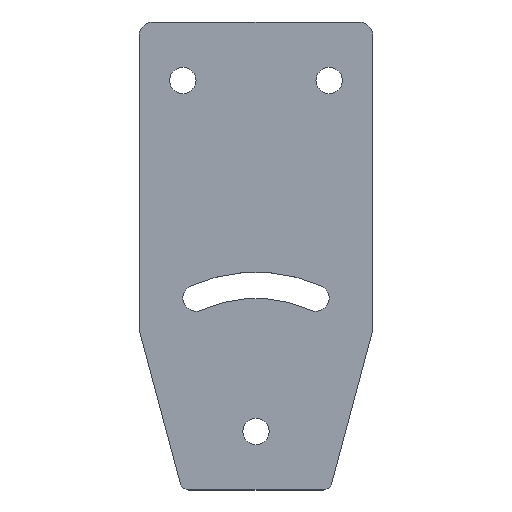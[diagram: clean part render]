
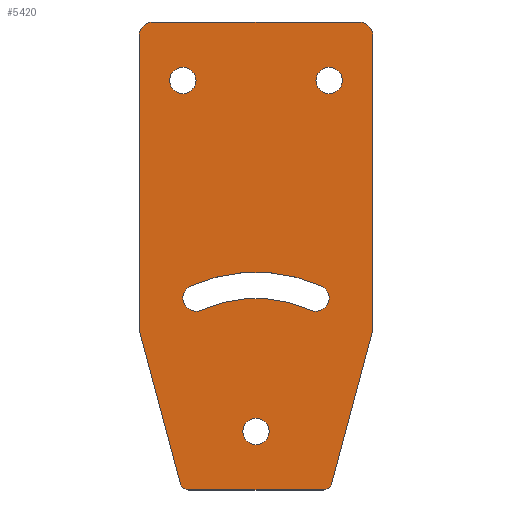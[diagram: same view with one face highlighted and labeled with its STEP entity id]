
A CAD part, top view. The second image highlights one B-rep face of the part: STEP entity #5420.
In plain terms, the highlighted face is planar.
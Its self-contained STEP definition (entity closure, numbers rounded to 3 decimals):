
#120=CARTESIAN_POINT('',(-18.655,-5.,41.5));
#130=VERTEX_POINT('',#120);
#160=CARTESIAN_POINT('',(-20.5,-5.,45.604));
#170=DIRECTION('',(0.,1.,0.));
#180=DIRECTION('',(-1.,0.,0.));
#190=AXIS2_PLACEMENT_3D('',#160,#170,#180);
#200=CIRCLE('',#190,4.5);
#210=CARTESIAN_POINT('',(-22.345,-5.,49.709));
#220=VERTEX_POINT('',#210);
#230=EDGE_CURVE('',#130,#220,#200,.T.);
#490=CARTESIAN_POINT('',(0.,-5.,0.)
);
#500=DIRECTION('',(0.,1.,0.));
#510=DIRECTION('',(-1.,0.,0.));
#520=AXIS2_PLACEMENT_3D('',#490,#500,#510);
#530=CIRCLE('',#520,54.5);
#540=CARTESIAN_POINT('',(22.345,-5.,49.709));
#550=VERTEX_POINT('',#540);
#560=EDGE_CURVE('',#220,#550,#530,.T.);
#810=CARTESIAN_POINT('',(20.5,-5.,45.604));
#820=DIRECTION('',(0.,1.,0.));
#830=DIRECTION('',(-1.,0.,0.));
#840=AXIS2_PLACEMENT_3D('',#810,#820,#830);
#850=CIRCLE('',#840,4.5);
#860=CARTESIAN_POINT('',(18.655,-5.,41.5));
#870=VERTEX_POINT('',#860);
#880=EDGE_CURVE('',#550,#870,#850,.T.);
#1140=CARTESIAN_POINT('',(0.,-5.,0.)
);
#1150=DIRECTION('',(0.,-1.,0.));
#1160=DIRECTION('',(-1.,0.,0.));
#1170=AXIS2_PLACEMENT_3D('',#1140,#1150,#1160);
#1180=CIRCLE('',#1170,45.5);
#1190=EDGE_CURVE('',#870,#130,#1180,.T.);
#1420=CARTESIAN_POINT('',(-20.5,-5.,120.));
#1430=VERTEX_POINT('',#1420);
#1610=CARTESIAN_POINT('',(-29.5,-5.,120.));
#1620=VERTEX_POINT('',#1610);
#1650=CARTESIAN_POINT('',(-25.,-5.,120.));
#1660=DIRECTION('',(0.,1.,0.));
#1670=DIRECTION('',(1.,0.,0.));
#1680=AXIS2_PLACEMENT_3D('',#1650,#1660,#1670);
#1690=CIRCLE('',#1680,4.5);
#1700=EDGE_CURVE('',#1620,#1430,#1690,.T.);
#1840=CARTESIAN_POINT('',(29.5,-5.,120.));
#1850=VERTEX_POINT('',#1840);
#2030=CARTESIAN_POINT('',(20.5,-5.,120.));
#2040=VERTEX_POINT('',#2030);
#2070=CARTESIAN_POINT('',(25.,-5.,120.));
#2080=DIRECTION('',(0.,1.,0.));
#2090=DIRECTION('',(1.,0.,0.));
#2100=AXIS2_PLACEMENT_3D('',#2070,#2080,#2090);
#2110=CIRCLE('',#2100,4.5);
#2120=EDGE_CURVE('',#2040,#1850,#2110,.T.);
#2280=CARTESIAN_POINT('',(-4.5,-5.,0.));
#2290=VERTEX_POINT('',#2280);
#2320=CARTESIAN_POINT('',(0.,-5.,
0.));
#2330=DIRECTION('',(0.,-1.,0.));
#2340=DIRECTION('',(-1.,0.,0.));
#2350=AXIS2_PLACEMENT_3D('',#2320,#2330,#2340);
#2360=CIRCLE('',#2350,4.5);
#2370=CARTESIAN_POINT('',(4.5,-5.,0.));
#2380=VERTEX_POINT('',#2370);
#2390=EDGE_CURVE('',#2380,#2290,#2360,.T.);
#4000=CARTESIAN_POINT('',(25.859,-5.,-17.776));
#4010=VERTEX_POINT('',#4000);
#4040=CARTESIAN_POINT('',(40.,-5.,35.));
#4050=DIRECTION('',(-0.259,0.,-0.966));
#4060=VECTOR('',#4050,1.);
#4070=LINE('',#4040,#4060);
#4080=CARTESIAN_POINT('',(39.898,-5.,34.619));
#4090=VERTEX_POINT('',#4080);
#4100=EDGE_CURVE('',#4090,#4010,#4070,.T.);
#4210=CARTESIAN_POINT('',(-40.5,-5.,-20.5));
#4220=DIRECTION('',(-0.,-1.,-0.));
#4230=DIRECTION('',(-1.,0.,0.));
#4240=AXIS2_PLACEMENT_3D('',#4210,#4220,#4230);
#4250=PLANE('',#4240);
#4260=EDGE_CURVE('',#2290,#2380,#2360,.T.);
#4270=ORIENTED_EDGE('',*,*,#4260,.F.);
#4280=ORIENTED_EDGE('',*,*,#2390,.F.);
#4290=EDGE_LOOP('',(#4280,#4270));
#4300=FACE_BOUND('',#4290,.T.);
#4310=ORIENTED_EDGE('',*,*,#1190,.T.);
#4320=ORIENTED_EDGE('',*,*,#880,.T.);
#4330=ORIENTED_EDGE('',*,*,#560,.T.);
#4340=ORIENTED_EDGE('',*,*,#230,.T.);
#4350=EDGE_LOOP('',(#4340,#4330,#4320,#4310));
#4360=FACE_BOUND('',#4350,.T.);
#4370=EDGE_CURVE('',#1430,#1620,#1690,.T.);
#4380=ORIENTED_EDGE('',*,*,#4370,.T.);
#4390=ORIENTED_EDGE('',*,*,#1700,.T.);
#4400=EDGE_LOOP('',(#4390,#4380));
#4410=FACE_BOUND('',#4400,.T.);
#4420=EDGE_CURVE('',#1850,#2040,#2110,.T.);
#4430=ORIENTED_EDGE('',*,*,#4420,.T.);
#4440=ORIENTED_EDGE('',*,*,#2120,.T.);
#4450=EDGE_LOOP('',(#4440,#4430));
#4460=FACE_BOUND('',#4450,.T.);
#4470=CARTESIAN_POINT('',(37.,-5.,35.395));
#4480=DIRECTION('',(0.,1.,0.));
#4490=DIRECTION('',(1.,0.,0.));
#4500=AXIS2_PLACEMENT_3D('',#4470,#4480,#4490);
#4510=CIRCLE('',#4500,3.);
#4520=CARTESIAN_POINT('',(40.,-5.,35.395));
#4530=VERTEX_POINT('',#4520);
#4540=EDGE_CURVE('',#4530,#4090,#4510,.T.);
#4550=ORIENTED_EDGE('',*,*,#4540,.F.);
#4560=ORIENTED_EDGE('',*,*,#4100,.F.);
#4570=CARTESIAN_POINT('',(22.961,-5.,-17.));
#4580=DIRECTION('',(0.,1.,0.));
#4590=DIRECTION('',(1.,0.,0.));
#4600=AXIS2_PLACEMENT_3D('',#4570,#4580,#4590);
#4610=CIRCLE('',#4600,3.);
#4620=CARTESIAN_POINT('',(22.961,-5.,-20.));
#4630=VERTEX_POINT('',#4620);
#4640=EDGE_CURVE('',#4010,#4630,#4610,.T.);
#4650=ORIENTED_EDGE('',*,*,#4640,.F.);
#4660=CARTESIAN_POINT('',(-25.263,-5.,-20.));
#4670=DIRECTION('',(1.,0.,0.));
#4680=VECTOR('',#4670,1.);
#4690=LINE('',#4660,#4680);
#4700=CARTESIAN_POINT('',(-22.961,-5.,-20.));
#4710=VERTEX_POINT('',#4700);
#4720=EDGE_CURVE('',#4710,#4630,#4690,.T.);
#4730=ORIENTED_EDGE('',*,*,#4720,.T.);
#4740=CARTESIAN_POINT('',(-22.961,-5.,-17.));
#4750=DIRECTION('',(0.,1.,0.));
#4760=DIRECTION('',(1.,0.,0.));
#4770=AXIS2_PLACEMENT_3D('',#4740,#4750,#4760);
#4780=CIRCLE('',#4770,3.);
#4790=CARTESIAN_POINT('',(-25.859,-5.,-17.776));
#4800=VERTEX_POINT('',#4790);
#4810=EDGE_CURVE('',#4710,#4800,#4780,.T.);
#4820=ORIENTED_EDGE('',*,*,#4810,.F.);
#4830=CARTESIAN_POINT('',(-40.,-5.,35.));
#4840=DIRECTION('',(0.259,0.,-0.966));
#4850=VECTOR('',#4840,1.);
#4860=LINE('',#4830,#4850);
#4870=CARTESIAN_POINT('',(-39.898,-5.,34.619));
#4880=VERTEX_POINT('',#4870);
#4890=EDGE_CURVE('',#4880,#4800,#4860,.T.);
#4900=ORIENTED_EDGE('',*,*,#4890,.T.);
#4910=CARTESIAN_POINT('',(-37.,-5.,35.395));
#4920=DIRECTION('',(0.,1.,0.));
#4930=DIRECTION('',(1.,0.,0.));
#4940=AXIS2_PLACEMENT_3D('',#4910,#4920,#4930);
#4950=CIRCLE('',#4940,3.);
#4960=CARTESIAN_POINT('',(-40.,-5.,35.395));
#4970=VERTEX_POINT('',#4960);
#4980=EDGE_CURVE('',#4880,#4970,#4950,.T.);
#4990=ORIENTED_EDGE('',*,*,#4980,.F.);
#5000=CARTESIAN_POINT('',(-40.,-5.,0.));
#5010=DIRECTION('',(0.,0.,1.));
#5020=VECTOR('',#5010,1.);
#5030=LINE('',#5000,#5020);
#5040=CARTESIAN_POINT('',(-40.,-5.,135.));
#5050=VERTEX_POINT('',#5040);
#5060=EDGE_CURVE('',#4970,#5050,#5030,.T.);
#5070=ORIENTED_EDGE('',*,*,#5060,.F.);
#5080=CARTESIAN_POINT('',(-35.,-5.,135.));
#5090=DIRECTION('',(0.,1.,0.));
#5100=DIRECTION('',(-1.,0.,0.));
#5110=AXIS2_PLACEMENT_3D('',#5080,#5090,#5100);
#5120=CIRCLE('',#5110,5.);
#5130=CARTESIAN_POINT('',(-35.,-5.,140.));
#5140=VERTEX_POINT('',#5130);
#5150=EDGE_CURVE('',#5050,#5140,#5120,.T.);
#5160=ORIENTED_EDGE('',*,*,#5150,.F.);
#5170=CARTESIAN_POINT('',(0.,-5.,140.));
#5180=DIRECTION('',(1.,0.,0.));
#5190=VECTOR('',#5180,1.);
#5200=LINE('',#5170,#5190);
#5210=CARTESIAN_POINT('',(35.,-5.,140.));
#5220=VERTEX_POINT('',#5210);
#5230=EDGE_CURVE('',#5140,#5220,#5200,.T.);
#5240=ORIENTED_EDGE('',*,*,#5230,.F.);
#5250=CARTESIAN_POINT('',(35.,-5.,135.));
#5260=DIRECTION('',(0.,1.,0.));
#5270=DIRECTION('',(-1.,0.,0.));
#5280=AXIS2_PLACEMENT_3D('',#5250,#5260,#5270);
#5290=CIRCLE('',#5280,5.);
#5300=CARTESIAN_POINT('',(40.,-5.,135.));
#5310=VERTEX_POINT('',#5300);
#5320=EDGE_CURVE('',#5220,#5310,#5290,.T.);
#5330=ORIENTED_EDGE('',*,*,#5320,.F.);
#5340=CARTESIAN_POINT('',(40.,-5.,0.));
#5350=DIRECTION('',(0.,0.,-1.));
#5360=VECTOR('',#5350,1.);
#5370=LINE('',#5340,#5360);
#5380=EDGE_CURVE('',#5310,#4530,#5370,.T.);
#5390=ORIENTED_EDGE('',*,*,#5380,.F.);
#5400=EDGE_LOOP('',(#5390,#5330,#5240,#5160,#5070,#4990,#4900,#4820,
#4730,#4650,#4560,#4550));
#5410=FACE_OUTER_BOUND('',#5400,.T.);
#5420=ADVANCED_FACE('',(#4300,#4360,#4410,#4460,#5410),#4250,.T.);
